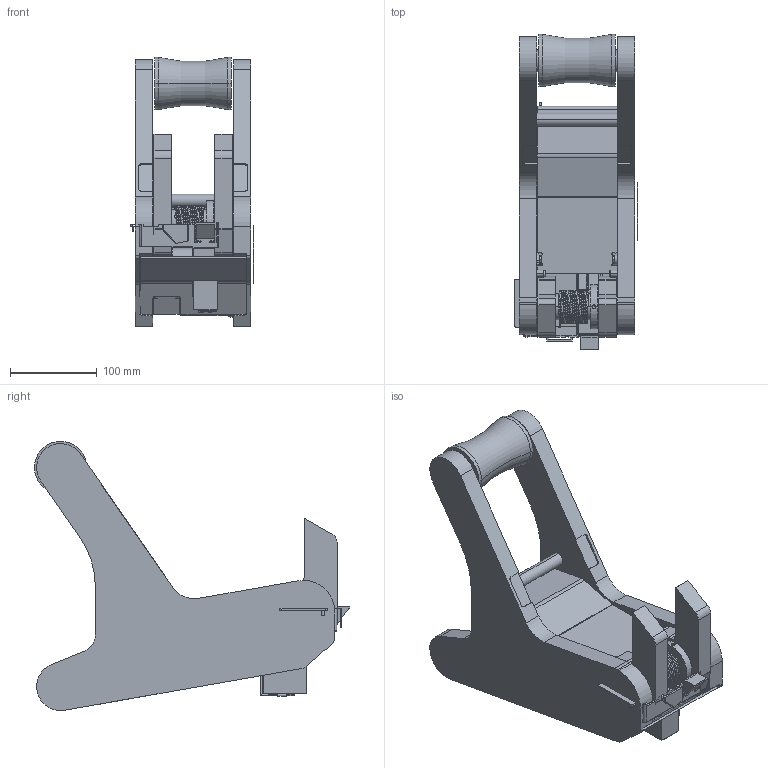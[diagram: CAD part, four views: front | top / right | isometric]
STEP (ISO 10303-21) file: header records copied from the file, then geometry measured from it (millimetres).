
FILE_DESCRIPTION((''),'2;1');
FILE_NAME('VW002421_SHRINKWRAP','2024-05-15T07:57:12',('Usuario'),(''),'CREO PARAMETRIC BY PTC INC, 2020354','CREO PARAMETRIC BY PTC INC, 2020354','');
FILE_SCHEMA(('AUTOMOTIVE_DESIGN { 1 0 10303 214 1 1 1 1 }'));
Length unit declared in the file: millimetre
Products named in the file (1): VW002421_SHRINKWRAP
Bounding box: 141.55 x 362.25 x 309.61 mm (x, y, z)
Surface area: 554287.8 mm2 (no closed solid volume)
Topology: 0 solids, 118 shells, 433 faces, 2023 edges, 1664 vertices
Faces by surface type: plane 224, cylinder 161, cone 15, torus 15, bspline 13, extrusion 4, sphere 1
Entity records: 28261 total; most frequent: CARTESIAN_POINT 11426, DIRECTION 3152, ORIENTED_EDGE 2617, EDGE_CURVE 2023, VERTEX_POINT 1664, VECTOR 1184, LINE 1180, AXIS2_PLACEMENT_3D 984
